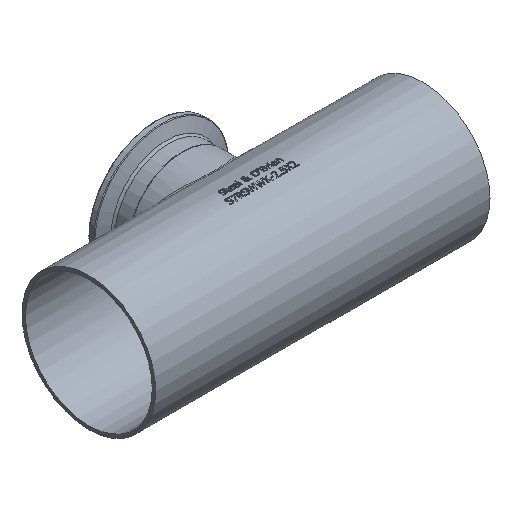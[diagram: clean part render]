
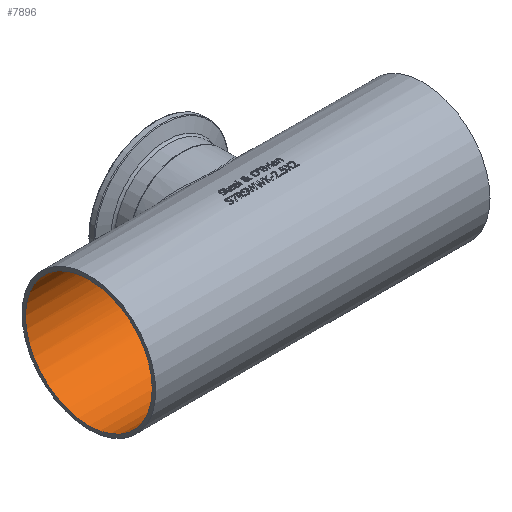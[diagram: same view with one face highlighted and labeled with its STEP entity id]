
A CAD part, isometric view. The second image highlights one B-rep face of the part: STEP entity #7896.
In plain terms, the highlighted cylindrical face has radius 30.099 mm (diameter 60.198 mm), a full revolution.
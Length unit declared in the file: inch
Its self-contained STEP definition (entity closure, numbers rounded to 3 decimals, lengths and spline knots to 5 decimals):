
#167=FACE_BOUND('',#1481,.T.);
#168=FACE_BOUND('',#1482,.T.);
#169=FACE_BOUND('',#1483,.T.);
#1481=EDGE_LOOP('',(#7348));
#1482=EDGE_LOOP('',(#7349));
#1483=EDGE_LOOP('',(#7350));
#1876=B_SPLINE_CURVE_WITH_KNOTS('',3,(#17359,#17360,#17361,#17362,#17363,
#17364,#17365,#17366,#17367,#17368,#17369,#17370,#17371,#17372,#17373,#17374,
#17375,#17376,#17377,#17378,#17379,#17380,#17381,#17382,#17383,#17384,#17385,
#17386,#17387,#17388,#17389,#17390,#17391,#17392,#17393,#17394,#17395,#17396,
#17397,#17398,#17399,#17400,#17401,#17402,#17403,#17404,#17405,#17406,#17407,
#17408,#17409,#17410,#17411,#17412,#17413,#17414,#17415,#17416,#17417,#17418,
#17419,#17420,#17421,#17422,#17423,#17424),.UNSPECIFIED.,.T.,.F.,(4,2,2,
2,2,2,2,2,2,2,2,2,2,2,2,2,2,2,2,2,2,2,2,2,2,2,2,2,2,2,2,2,4),(0.,0.4849,
0.9698,1.4547,1.93961,2.41068,2.88175,
3.35282,3.82389,4.29496,4.76603,5.2371,
5.70817,6.19307,6.67797,7.16287,7.64778,
8.13268,8.61758,9.10248,9.58738,10.05845,
10.52952,11.00059,11.47166,11.94273,12.4138,
12.88487,13.35595,13.84085,14.32575,14.81065,
15.29555),.UNSPECIFIED.);
#3106=CIRCLE('',#8367,1.185);
#3107=CIRCLE('',#8368,1.185);
#3884=VERTEX_POINT('',#17358);
#3885=VERTEX_POINT('',#17426);
#3886=VERTEX_POINT('',#17428);
#5040=EDGE_CURVE('',#3884,#3884,#1876,.T.);
#5041=EDGE_CURVE('',#3885,#3885,#3106,.T.);
#5042=EDGE_CURVE('',#3886,#3886,#3107,.T.);
#7348=ORIENTED_EDGE('',*,*,#5040,.T.);
#7349=ORIENTED_EDGE('',*,*,#5041,.F.);
#7350=ORIENTED_EDGE('',*,*,#5042,.F.);
#7397=CYLINDRICAL_SURFACE('',#8366,1.185);
#7896=ADVANCED_FACE('',(#167,#168,#169),#7397,.F.);
#8366=AXIS2_PLACEMENT_3D('',#17425,#9843,#9844);
#8367=AXIS2_PLACEMENT_3D('',#17427,#9845,#9846);
#8368=AXIS2_PLACEMENT_3D('',#17429,#9847,#9848);
#9843=DIRECTION('center_axis',(-1.,0.,0.));
#9844=DIRECTION('ref_axis',(0.,0.,1.));
#9845=DIRECTION('center_axis',(1.,0.,0.));
#9846=DIRECTION('ref_axis',(0.,0.,1.));
#9847=DIRECTION('center_axis',(-1.,0.,0.));
#9848=DIRECTION('ref_axis',(0.,0.,1.));
#17358=CARTESIAN_POINT('',(0.,0.72801,0.935));
#17359=CARTESIAN_POINT('Ctrl Pts',(0.,0.72801,
0.935));
#17360=CARTESIAN_POINT('Ctrl Pts',(0.06364,0.72801,
0.935));
#17361=CARTESIAN_POINT('Ctrl Pts',(0.12694,0.7366,0.92846));
#17362=CARTESIAN_POINT('Ctrl Pts',(0.24971,0.76735,
0.90321));
#17363=CARTESIAN_POINT('Ctrl Pts',(0.30922,0.78935,
0.88452));
#17364=CARTESIAN_POINT('Ctrl Pts',(0.4222,0.84006,
0.83651));
#17365=CARTESIAN_POINT('Ctrl Pts',(0.47575,0.86875,
0.80714));
#17366=CARTESIAN_POINT('Ctrl Pts',(0.57491,0.92677,
0.7398));
#17367=CARTESIAN_POINT('Ctrl Pts',(0.62051,0.9561,
0.70178));
#17368=CARTESIAN_POINT('Ctrl Pts',(0.70062,1.00996,0.62167));
#17369=CARTESIAN_POINT('Ctrl Pts',(0.73836,1.03665,0.57675));
#17370=CARTESIAN_POINT('Ctrl Pts',(0.80598,1.08585,0.47772));
#17371=CARTESIAN_POINT('Ctrl Pts',(0.83587,1.10835,0.42358));
#17372=CARTESIAN_POINT('Ctrl Pts',(0.88465,1.14559,0.30901));
#17373=CARTESIAN_POINT('Ctrl Pts',(0.90359,1.16035,0.24844));
#17374=CARTESIAN_POINT('Ctrl Pts',(0.92877,1.18007,0.12485));
#17375=CARTESIAN_POINT('Ctrl Pts',(0.935,1.185,0.06182));
#17376=CARTESIAN_POINT('Ctrl Pts',(0.935,1.185,-0.06182));
#17377=CARTESIAN_POINT('Ctrl Pts',(0.92877,1.18007,-0.12485));
#17378=CARTESIAN_POINT('Ctrl Pts',(0.90359,1.16035,-0.24844));
#17379=CARTESIAN_POINT('Ctrl Pts',(0.88465,1.14559,-0.30901));
#17380=CARTESIAN_POINT('Ctrl Pts',(0.83587,1.10835,-0.42358));
#17381=CARTESIAN_POINT('Ctrl Pts',(0.80598,1.08585,-0.47772));
#17382=CARTESIAN_POINT('Ctrl Pts',(0.73836,1.03665,-0.57675));
#17383=CARTESIAN_POINT('Ctrl Pts',(0.70062,1.00996,-0.62167));
#17384=CARTESIAN_POINT('Ctrl Pts',(0.62051,0.9561,
-0.70178));
#17385=CARTESIAN_POINT('Ctrl Pts',(0.57491,0.92677,
-0.7398));
#17386=CARTESIAN_POINT('Ctrl Pts',(0.47575,0.86875,
-0.80714));
#17387=CARTESIAN_POINT('Ctrl Pts',(0.4222,0.84006,
-0.83651));
#17388=CARTESIAN_POINT('Ctrl Pts',(0.30922,0.78935,
-0.88452));
#17389=CARTESIAN_POINT('Ctrl Pts',(0.24971,0.76735,
-0.90321));
#17390=CARTESIAN_POINT('Ctrl Pts',(0.12694,0.7366,-0.92846));
#17391=CARTESIAN_POINT('Ctrl Pts',(0.06364,0.72801,
-0.935));
#17392=CARTESIAN_POINT('Ctrl Pts',(-0.06364,0.72801,
-0.935));
#17393=CARTESIAN_POINT('Ctrl Pts',(-0.12694,0.7366,
-0.92846));
#17394=CARTESIAN_POINT('Ctrl Pts',(-0.24971,0.76735,
-0.90321));
#17395=CARTESIAN_POINT('Ctrl Pts',(-0.30922,0.78935,
-0.88452));
#17396=CARTESIAN_POINT('Ctrl Pts',(-0.4222,0.84006,
-0.83651));
#17397=CARTESIAN_POINT('Ctrl Pts',(-0.47575,0.86875,
-0.80714));
#17398=CARTESIAN_POINT('Ctrl Pts',(-0.57491,0.92677,
-0.7398));
#17399=CARTESIAN_POINT('Ctrl Pts',(-0.62051,0.9561,
-0.70178));
#17400=CARTESIAN_POINT('Ctrl Pts',(-0.70062,1.00996,-0.62167));
#17401=CARTESIAN_POINT('Ctrl Pts',(-0.73836,1.03665,
-0.57675));
#17402=CARTESIAN_POINT('Ctrl Pts',(-0.80598,1.08585,
-0.47772));
#17403=CARTESIAN_POINT('Ctrl Pts',(-0.83587,1.10835,
-0.42358));
#17404=CARTESIAN_POINT('Ctrl Pts',(-0.88465,1.14559,
-0.30901));
#17405=CARTESIAN_POINT('Ctrl Pts',(-0.90359,1.16035,
-0.24844));
#17406=CARTESIAN_POINT('Ctrl Pts',(-0.92877,1.18007,-0.12485));
#17407=CARTESIAN_POINT('Ctrl Pts',(-0.935,1.185,-0.06182));
#17408=CARTESIAN_POINT('Ctrl Pts',(-0.935,1.185,0.06182));
#17409=CARTESIAN_POINT('Ctrl Pts',(-0.92877,1.18007,0.12485));
#17410=CARTESIAN_POINT('Ctrl Pts',(-0.90359,1.16035,
0.24844));
#17411=CARTESIAN_POINT('Ctrl Pts',(-0.88465,1.14559,
0.30901));
#17412=CARTESIAN_POINT('Ctrl Pts',(-0.83587,1.10835,
0.42358));
#17413=CARTESIAN_POINT('Ctrl Pts',(-0.80598,1.08585,
0.47772));
#17414=CARTESIAN_POINT('Ctrl Pts',(-0.73836,1.03665,
0.57675));
#17415=CARTESIAN_POINT('Ctrl Pts',(-0.70062,1.00996,
0.62167));
#17416=CARTESIAN_POINT('Ctrl Pts',(-0.62051,0.9561,
0.70178));
#17417=CARTESIAN_POINT('Ctrl Pts',(-0.57491,0.92677,
0.7398));
#17418=CARTESIAN_POINT('Ctrl Pts',(-0.47575,0.86875,
0.80714));
#17419=CARTESIAN_POINT('Ctrl Pts',(-0.4222,0.84006,
0.83651));
#17420=CARTESIAN_POINT('Ctrl Pts',(-0.30922,0.78935,
0.88452));
#17421=CARTESIAN_POINT('Ctrl Pts',(-0.24971,0.76735,
0.90321));
#17422=CARTESIAN_POINT('Ctrl Pts',(-0.12694,0.7366,
0.92846));
#17423=CARTESIAN_POINT('Ctrl Pts',(-0.06364,0.72801,
0.935));
#17424=CARTESIAN_POINT('Ctrl Pts',(0.,0.72801,
0.935));
#17425=CARTESIAN_POINT('Origin',(3.125,0.,0.));
#17426=CARTESIAN_POINT('',(-3.125,0.,-1.185));
#17427=CARTESIAN_POINT('Origin',(-3.125,0.,0.));
#17428=CARTESIAN_POINT('',(3.125,0.,-1.185));
#17429=CARTESIAN_POINT('Origin',(3.125,0.,0.));
